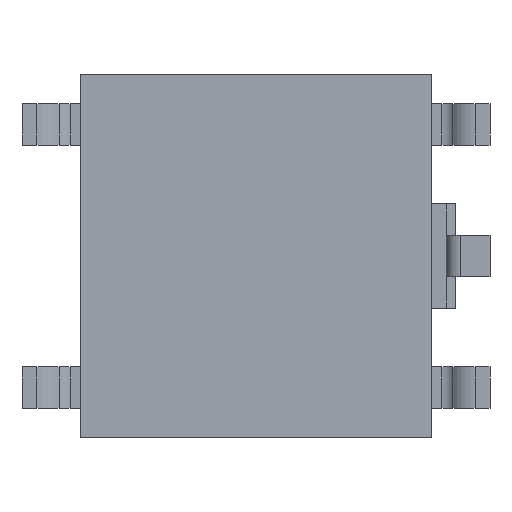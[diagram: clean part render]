
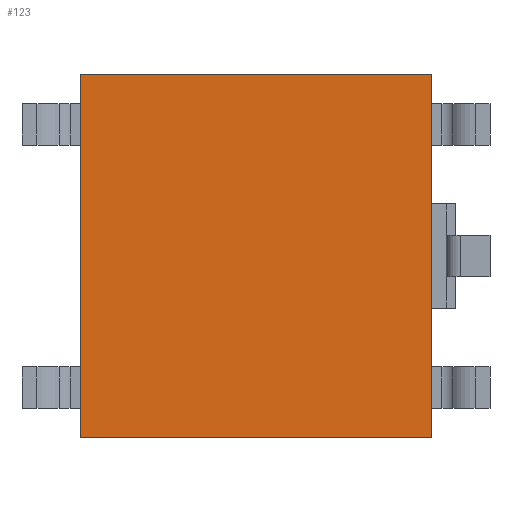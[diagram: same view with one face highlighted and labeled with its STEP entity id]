
A CAD part, front view. The second image highlights one B-rep face of the part: STEP entity #123.
In plain terms, the highlighted face is planar.
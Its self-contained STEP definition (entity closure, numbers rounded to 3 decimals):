
#94 = ORIENTED_EDGE ( 'NONE', *, *, #2447, .T. ) ;
#123 = ADVANCED_FACE ( 'NONE', ( #3192 ), #573, .T. ) ;
#194 = VECTOR ( 'NONE', #1584, 1000. ) ;
#423 = LINE ( 'NONE', #2617, #1445 ) ;
#573 = PLANE ( 'NONE',  #2948 ) ;
#736 = CARTESIAN_POINT ( 'NONE',  ( -2.995, -3.1, -2.59 ) ) ;
#911 = CARTESIAN_POINT ( 'NONE',  ( 2.995, -3.1, -2.59 ) ) ;
#1041 = EDGE_CURVE ( 'NONE', #3148, #1311, #3270, .T. ) ;
#1065 = CARTESIAN_POINT ( 'NONE',  ( -2.995, -3.1, -2.59 ) ) ;
#1222 = ORIENTED_EDGE ( 'NONE', *, *, #1041, .T. ) ;
#1258 = DIRECTION ( 'NONE',  ( -1., 0., 0. ) ) ;
#1311 = VERTEX_POINT ( 'NONE', #911 ) ;
#1358 = DIRECTION ( 'NONE',  ( -1., 0., 0. ) ) ;
#1445 = VECTOR ( 'NONE', #2606, 1000. ) ;
#1525 = DIRECTION ( 'NONE',  ( 0., -1., 0. ) ) ;
#1543 = LINE ( 'NONE', #736, #2875 ) ;
#1584 = DIRECTION ( 'NONE',  ( 1., 0., 0. ) ) ;
#1592 = CARTESIAN_POINT ( 'NONE',  ( 2.995, 3.1, -2.59 ) ) ;
#1597 = EDGE_CURVE ( 'NONE', #2269, #3148, #2807, .T. ) ;
#1759 = CARTESIAN_POINT ( 'NONE',  ( -2.995, 3.1, -2.59 ) ) ;
#1907 = EDGE_LOOP ( 'NONE', ( #1938, #94, #2610, #1222 ) ) ;
#1938 = ORIENTED_EDGE ( 'NONE', *, *, #3273, .T. ) ;
#2269 = VERTEX_POINT ( 'NONE', #1759 ) ;
#2393 = VECTOR ( 'NONE', #1525, 1000. ) ;
#2447 = EDGE_CURVE ( 'NONE', #2578, #2269, #423, .T. ) ;
#2578 = VERTEX_POINT ( 'NONE', #1065 ) ;
#2606 = DIRECTION ( 'NONE',  ( 0., 1., 0. ) ) ;
#2610 = ORIENTED_EDGE ( 'NONE', *, *, #1597, .T. ) ;
#2617 = CARTESIAN_POINT ( 'NONE',  ( -2.995, -3.1, -2.59 ) ) ;
#2807 = LINE ( 'NONE', #3161, #194 ) ;
#2875 = VECTOR ( 'NONE', #1258, 1000. ) ;
#2948 = AXIS2_PLACEMENT_3D ( 'NONE', #3280, #2985, #1358 ) ;
#2985 = DIRECTION ( 'NONE',  ( 0., 0., -1. ) ) ;
#3148 = VERTEX_POINT ( 'NONE', #1592 ) ;
#3161 = CARTESIAN_POINT ( 'NONE',  ( -2.995, 3.1, -2.59 ) ) ;
#3192 = FACE_OUTER_BOUND ( 'NONE', #1907, .T. ) ;
#3270 = LINE ( 'NONE', #3388, #2393 ) ;
#3273 = EDGE_CURVE ( 'NONE', #1311, #2578, #1543, .T. ) ;
#3280 = CARTESIAN_POINT ( 'NONE',  ( -2.995, -3.1, -2.59 ) ) ;
#3388 = CARTESIAN_POINT ( 'NONE',  ( 2.995, -3.1, -2.59 ) ) ;
